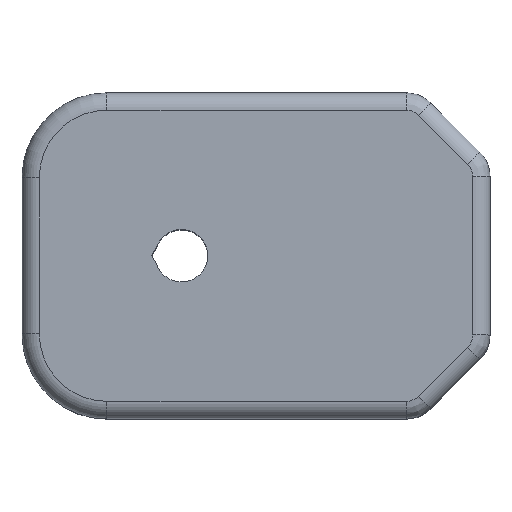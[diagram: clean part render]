
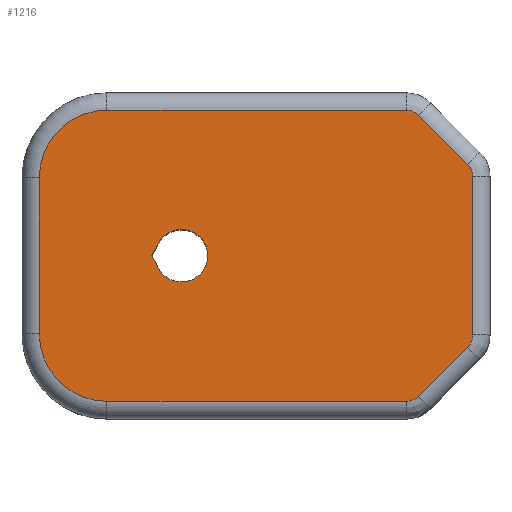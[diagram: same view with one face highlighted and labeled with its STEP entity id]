
A CAD part, top view. The second image highlights one B-rep face of the part: STEP entity #1216.
In plain terms, the highlighted planar face has unit normal (0, 0, 1).
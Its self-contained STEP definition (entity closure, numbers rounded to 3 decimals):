
#78=FACE_BOUND('',#281,.T.);
#93=CIRCLE('',#1318,1.515);
#95=CIRCLE('',#1321,1.);
#96=CIRCLE('',#1322,1.);
#97=CIRCLE('',#1323,1.);
#98=CIRCLE('',#1324,1.);
#99=CIRCLE('',#1325,3.9);
#100=CIRCLE('',#1326,3.9);
#198=FACE_OUTER_BOUND('',#280,.T.);
#280=EDGE_LOOP('',(#854,#855,#856,#857,#858,#859,#860,#861,#862,#863,#864,
#865));
#281=EDGE_LOOP('',(#866,#867,#868));
#365=LINE('',#1932,#445);
#369=LINE('',#1939,#449);
#383=LINE('',#1989,#463);
#384=LINE('',#1993,#464);
#385=LINE('',#1997,#465);
#386=LINE('',#2001,#466);
#387=LINE('',#2005,#467);
#388=LINE('',#2008,#468);
#445=VECTOR('',#1490,10.);
#449=VECTOR('',#1496,10.);
#463=VECTOR('',#1540,10.);
#464=VECTOR('',#1543,10.);
#465=VECTOR('',#1546,10.);
#466=VECTOR('',#1549,10.);
#467=VECTOR('',#1552,10.);
#468=VECTOR('',#1555,10.);
#525=VERTEX_POINT('',#1929);
#526=VERTEX_POINT('',#1931);
#528=VERTEX_POINT('',#1937);
#547=VERTEX_POINT('',#1985);
#548=VERTEX_POINT('',#1986);
#549=VERTEX_POINT('',#1988);
#550=VERTEX_POINT('',#1990);
#551=VERTEX_POINT('',#1992);
#552=VERTEX_POINT('',#1994);
#553=VERTEX_POINT('',#1996);
#554=VERTEX_POINT('',#1998);
#555=VERTEX_POINT('',#2000);
#556=VERTEX_POINT('',#2002);
#557=VERTEX_POINT('',#2004);
#558=VERTEX_POINT('',#2006);
#635=EDGE_CURVE('',#526,#525,#365,.T.);
#639=EDGE_CURVE('',#525,#528,#369,.T.);
#660=EDGE_CURVE('',#528,#526,#93,.T.);
#662=EDGE_CURVE('',#547,#548,#95,.T.);
#663=EDGE_CURVE('',#549,#547,#383,.T.);
#664=EDGE_CURVE('',#550,#549,#96,.T.);
#665=EDGE_CURVE('',#551,#550,#384,.T.);
#666=EDGE_CURVE('',#552,#551,#97,.T.);
#667=EDGE_CURVE('',#553,#552,#385,.T.);
#668=EDGE_CURVE('',#554,#553,#98,.T.);
#669=EDGE_CURVE('',#555,#554,#386,.T.);
#670=EDGE_CURVE('',#556,#555,#99,.T.);
#671=EDGE_CURVE('',#557,#556,#387,.T.);
#672=EDGE_CURVE('',#558,#557,#100,.T.);
#673=EDGE_CURVE('',#548,#558,#388,.T.);
#854=ORIENTED_EDGE('',*,*,#662,.F.);
#855=ORIENTED_EDGE('',*,*,#663,.F.);
#856=ORIENTED_EDGE('',*,*,#664,.F.);
#857=ORIENTED_EDGE('',*,*,#665,.F.);
#858=ORIENTED_EDGE('',*,*,#666,.F.);
#859=ORIENTED_EDGE('',*,*,#667,.F.);
#860=ORIENTED_EDGE('',*,*,#668,.F.);
#861=ORIENTED_EDGE('',*,*,#669,.F.);
#862=ORIENTED_EDGE('',*,*,#670,.F.);
#863=ORIENTED_EDGE('',*,*,#671,.F.);
#864=ORIENTED_EDGE('',*,*,#672,.F.);
#865=ORIENTED_EDGE('',*,*,#673,.F.);
#866=ORIENTED_EDGE('',*,*,#635,.T.);
#867=ORIENTED_EDGE('',*,*,#639,.T.);
#868=ORIENTED_EDGE('',*,*,#660,.T.);
#1196=PLANE('',#1320);
#1216=ADVANCED_FACE('',(#198,#78),#1196,.F.);
#1318=AXIS2_PLACEMENT_3D('',#1982,#1532,#1533);
#1320=AXIS2_PLACEMENT_3D('',#1984,#1536,#1537);
#1321=AXIS2_PLACEMENT_3D('',#1987,#1538,#1539);
#1322=AXIS2_PLACEMENT_3D('',#1991,#1541,#1542);
#1323=AXIS2_PLACEMENT_3D('',#1995,#1544,#1545);
#1324=AXIS2_PLACEMENT_3D('',#1999,#1547,#1548);
#1325=AXIS2_PLACEMENT_3D('',#2003,#1550,#1551);
#1326=AXIS2_PLACEMENT_3D('',#2007,#1553,#1554);
#1490=DIRECTION('',(-0.469,0.883,0.));
#1496=DIRECTION('',(0.469,0.883,0.));
#1532=DIRECTION('center_axis',(0.,0.,-1.));
#1533=DIRECTION('ref_axis',(1.,0.,0.));
#1536=DIRECTION('center_axis',(0.,0.,-1.));
#1537=DIRECTION('ref_axis',(1.,0.,0.));
#1538=DIRECTION('center_axis',(0.,0.,-1.));
#1539=DIRECTION('ref_axis',(0.383,-0.924,0.));
#1540=DIRECTION('',(-0.707,-0.707,0.));
#1541=DIRECTION('center_axis',(0.,0.,-1.));
#1542=DIRECTION('ref_axis',(0.924,-0.383,0.));
#1543=DIRECTION('',(0.,-1.,0.));
#1544=DIRECTION('center_axis',(0.,0.,-1.));
#1545=DIRECTION('ref_axis',(0.924,0.383,0.));
#1546=DIRECTION('',(0.707,-0.707,0.));
#1547=DIRECTION('center_axis',(0.,0.,-1.));
#1548=DIRECTION('ref_axis',(0.383,0.924,0.));
#1549=DIRECTION('',(1.,0.,0.));
#1550=DIRECTION('center_axis',(0.,0.,-1.));
#1551=DIRECTION('ref_axis',(-0.707,0.707,0.));
#1552=DIRECTION('',(0.,1.,0.));
#1553=DIRECTION('center_axis',(0.,0.,-1.));
#1554=DIRECTION('ref_axis',(-0.707,-0.707,0.));
#1555=DIRECTION('',(-1.,0.,0.));
#1929=CARTESIAN_POINT('',(-6.015,0.,17.));
#1931=CARTESIAN_POINT('',(-5.638,-0.71,17.));
#1932=CARTESIAN_POINT('',(-5.166,-1.6,17.));
#1937=CARTESIAN_POINT('',(-5.638,0.71,17.));
#1939=CARTESIAN_POINT('',(-5.354,1.245,17.));
#1982=CARTESIAN_POINT('Origin',(-4.3,0.,17.));
#1984=CARTESIAN_POINT('Origin',(0.,0.,17.));
#1985=CARTESIAN_POINT('',(9.379,-8.107,17.));
#1986=CARTESIAN_POINT('',(8.672,-8.4,17.));
#1987=CARTESIAN_POINT('Origin',(8.672,-7.4,17.));
#1988=CARTESIAN_POINT('',(12.207,-5.279,17.));
#1989=CARTESIAN_POINT('',(9.768,-7.718,17.));
#1990=CARTESIAN_POINT('',(12.5,-4.572,17.));
#1991=CARTESIAN_POINT('Origin',(11.5,-4.572,17.));
#1992=CARTESIAN_POINT('',(12.5,4.572,17.));
#1993=CARTESIAN_POINT('',(12.5,2.25,17.));
#1994=CARTESIAN_POINT('',(12.207,5.279,17.));
#1995=CARTESIAN_POINT('Origin',(11.5,4.572,17.));
#1996=CARTESIAN_POINT('',(9.379,8.107,17.));
#1997=CARTESIAN_POINT('',(9.768,7.718,17.));
#1998=CARTESIAN_POINT('',(8.672,8.4,17.));
#1999=CARTESIAN_POINT('Origin',(8.672,7.4,17.));
#2000=CARTESIAN_POINT('',(-8.6,8.4,17.));
#2001=CARTESIAN_POINT('',(-4.3,8.4,17.));
#2002=CARTESIAN_POINT('',(-12.5,4.5,17.));
#2003=CARTESIAN_POINT('Origin',(-8.6,4.5,17.));
#2004=CARTESIAN_POINT('',(-12.5,-4.5,17.));
#2005=CARTESIAN_POINT('',(-12.5,-2.25,17.));
#2006=CARTESIAN_POINT('',(-8.6,-8.4,17.));
#2007=CARTESIAN_POINT('Origin',(-8.6,-4.5,17.));
#2008=CARTESIAN_POINT('',(4.3,-8.4,17.));
